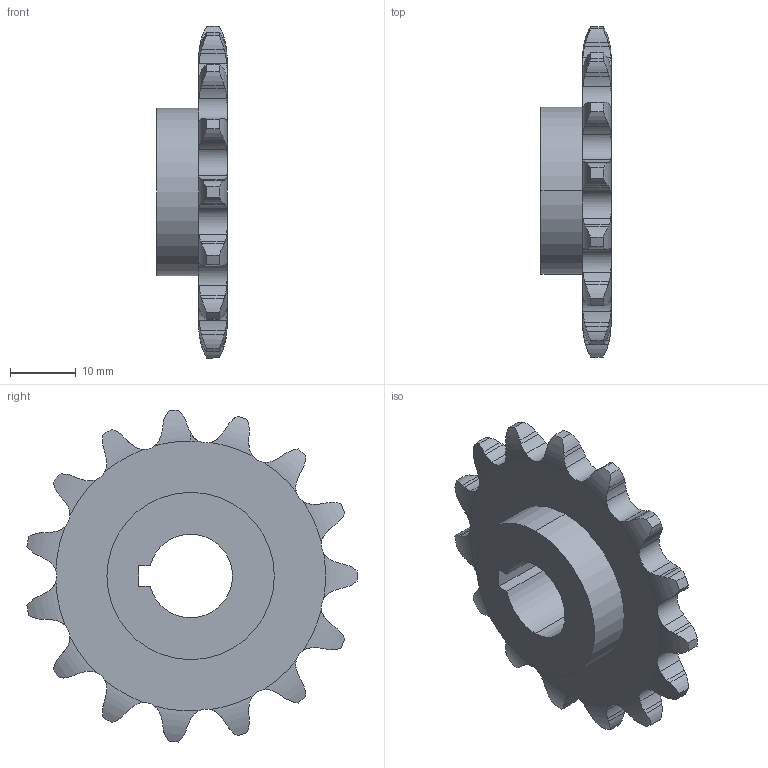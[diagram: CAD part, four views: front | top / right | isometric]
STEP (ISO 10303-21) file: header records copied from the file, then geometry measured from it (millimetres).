
FILE_DESCRIPTION (( 'STEP AP214' ), '1' );
FILE_NAME ('am-0167 s35-15t-500K.STEP', '2015-09-24T17:46:44', ( '' ), ( '' ), 'SwSTEP 2.0', 'SolidWorks 2014', '' );
FILE_SCHEMA (( 'AUTOMOTIVE_DESIGN' ));
Length unit declared in the file: inch
Products named in the file (1): am-0167 s35-15t-500K
Bounding box: 10.64 x 50.12 x 50.39 mm (x, y, z)
Volume: 8486.3 mm3; surface area: 4683.5 mm2
Topology: 1 solids, 1 shells, 170 faces, 501 edges, 334 vertices
Faces by surface type: cylinder 102, plane 36, torus 32
Entity records: 6239 total; most frequent: CARTESIAN_POINT 2052, ORIENTED_EDGE 1002, DIRECTION 699, EDGE_CURVE 501, VERTEX_POINT 334, AXIS2_PLACEMENT_3D 279, B_SPLINE_CURVE_WITH_KNOTS 252, EDGE_LOOP 173
